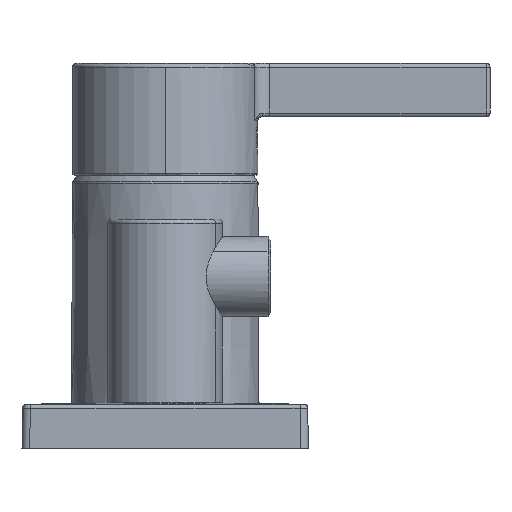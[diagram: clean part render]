
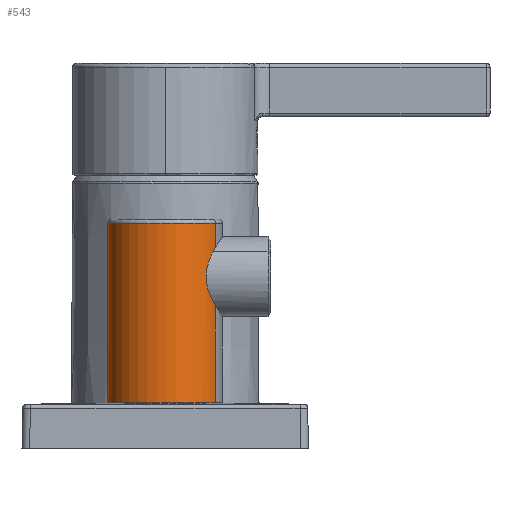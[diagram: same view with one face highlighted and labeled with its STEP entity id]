
A CAD part, left-side view. The second image highlights one B-rep face of the part: STEP entity #543.
In plain terms, the highlighted cylindrical face has radius 15 mm (diameter 30 mm), a partial arc.
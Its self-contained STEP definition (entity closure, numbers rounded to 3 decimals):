
#46 = DIRECTION ( 'NONE',  ( 0., 0., -1. ) ) ;
#54 = VECTOR ( 'NONE', #2283, 1000. ) ;
#146 = ORIENTED_EDGE ( 'NONE', *, *, #539, .T. ) ;
#159 = ORIENTED_EDGE ( 'NONE', *, *, #1037, .T. ) ;
#254 = CARTESIAN_POINT ( 'NONE',  ( -110.383, -10.826, 46.644 ) ) ;
#283 = CARTESIAN_POINT ( 'NONE',  ( -110.489, -10.723, 45.625 ) ) ;
#285 = VECTOR ( 'NONE', #409, 1000. ) ;
#409 = DIRECTION ( 'NONE',  ( 0., 0., -1. ) ) ;
#501 = CARTESIAN_POINT ( 'NONE',  ( -109.952, -11.226, 41.629 ) ) ;
#530 = VERTEX_POINT ( 'NONE', #2293 ) ;
#539 = EDGE_CURVE ( 'NONE', #2849, #2992, #717, .T. ) ;
#543 = ADVANCED_FACE ( 'NONE', ( #1262 ), #635, .T. ) ;
#635 = CYLINDRICAL_SURFACE ( 'NONE', #682, 15. ) ;
#646 = DIRECTION ( 'NONE',  ( 0., 0., -1. ) ) ;
#669 = CARTESIAN_POINT ( 'NONE',  ( -100., 0., 59.041 ) ) ;
#682 = AXIS2_PLACEMENT_3D ( 'NONE', #2262, #2233, #3011 ) ;
#717 = LINE ( 'NONE', #1520, #54 ) ;
#792 = CARTESIAN_POINT ( 'NONE',  ( -107.191, -13.164, 12.041 ) ) ;
#857 = EDGE_CURVE ( 'NONE', #1529, #2849, #1514, .T. ) ;
#920 = VECTOR ( 'NONE', #46, 1000. ) ;
#934 = DIRECTION ( 'NONE',  ( 0., 1., 0. ) ) ;
#968 = CARTESIAN_POINT ( 'NONE',  ( -108.171, -12.579, 51.636 ) ) ;
#1001 = CARTESIAN_POINT ( 'NONE',  ( -107.191, -13.164, 37.391 ) ) ;
#1012 = CARTESIAN_POINT ( 'NONE',  ( -109.142, -11.894, 39.866 ) ) ;
#1021 = CARTESIAN_POINT ( 'NONE',  ( -110.404, -10.806, 43.586 ) ) ;
#1037 = EDGE_CURVE ( 'NONE', #2590, #530, #1105, .T. ) ;
#1089 = ORIENTED_EDGE ( 'NONE', *, *, #2457, .F. ) ;
#1105 = B_SPLINE_CURVE_WITH_KNOTS ( 'NONE', 3,
 ( #2653, #2886, #2871, #1376, #1140, #2150 ),
 .UNSPECIFIED., .F., .F.,
 ( 4, 2, 4 ),
 ( 0., 0.001, 0.002 ),
 .UNSPECIFIED. ) ;
#1140 = CARTESIAN_POINT ( 'NONE',  ( -107.366, -13.068, 52.528 ) ) ;
#1158 = ORIENTED_EDGE ( 'NONE', *, *, #2726, .T. ) ;
#1216 = CARTESIAN_POINT ( 'NONE',  ( -100., 0., 12.041 ) ) ;
#1239 = LINE ( 'NONE', #1553, #920 ) ;
#1243 = CARTESIAN_POINT ( 'NONE',  ( -109.296, -11.773, 40.149 ) ) ;
#1253 = CARTESIAN_POINT ( 'NONE',  ( -109.788, -11.369, 48.898 ) ) ;
#1256 = CARTESIAN_POINT ( 'NONE',  ( -92.809, 13.164, 12.041 ) ) ;
#1262 = FACE_OUTER_BOUND ( 'NONE', #2058, .T. ) ;
#1277 = CARTESIAN_POINT ( 'NONE',  ( -110.464, -10.747, 45.97 ) ) ;
#1289 = CARTESIAN_POINT ( 'NONE',  ( -108.37, -12.45, 51.389 ) ) ;
#1373 = LINE ( 'NONE', #2202, #285 ) ;
#1376 = CARTESIAN_POINT ( 'NONE',  ( -107.535, -12.972, 52.358 ) ) ;
#1503 = CARTESIAN_POINT ( 'NONE',  ( -107.656, -12.91, 37.828 ) ) ;
#1514 = CIRCLE ( 'NONE', #1880, 15. ) ;
#1517 = CARTESIAN_POINT ( 'NONE',  ( -92.809, 13.164, 59.041 ) ) ;
#1520 = CARTESIAN_POINT ( 'NONE',  ( -92.809, 13.164, 58.773 ) ) ;
#1529 = VERTEX_POINT ( 'NONE', #2895 ) ;
#1537 = CARTESIAN_POINT ( 'NONE',  ( -108.075, -12.649, 38.301 ) ) ;
#1553 = CARTESIAN_POINT ( 'NONE',  ( -107.191, -13.164, 58.773 ) ) ;
#1571 = ORIENTED_EDGE ( 'NONE', *, *, #2921, .F. ) ;
#1756 = CARTESIAN_POINT ( 'NONE',  ( -109.722, -11.429, 41.021 ) ) ;
#1777 = CARTESIAN_POINT ( 'NONE',  ( -107.191, -13.164, 37.391 ) ) ;
#1880 = AXIS2_PLACEMENT_3D ( 'NONE', #669, #646, #2717 ) ;
#2022 = CARTESIAN_POINT ( 'NONE',  ( -110.094, -11.096, 47.951 ) ) ;
#2036 = CARTESIAN_POINT ( 'NONE',  ( -108.812, -12.14, 39.323 ) ) ;
#2057 = CARTESIAN_POINT ( 'NONE',  ( -109.533, -11.588, 49.489 ) ) ;
#2058 = EDGE_LOOP ( 'NONE', ( #2247, #146, #3006, #1089, #1158, #159, #1571 ) ) ;
#2069 = CARTESIAN_POINT ( 'NONE',  ( -108.56, -12.32, 51.131 ) ) ;
#2150 = CARTESIAN_POINT ( 'NONE',  ( -107.191, -13.164, 52.692 ) ) ;
#2202 = CARTESIAN_POINT ( 'NONE',  ( -107.191, -13.164, 58.773 ) ) ;
#2233 = DIRECTION ( 'NONE',  ( 0., 0., -1. ) ) ;
#2247 = ORIENTED_EDGE ( 'NONE', *, *, #857, .T. ) ;
#2262 = CARTESIAN_POINT ( 'NONE',  ( -100., 0., 58.773 ) ) ;
#2264 = VERTEX_POINT ( 'NONE', #792 ) ;
#2283 = DIRECTION ( 'NONE',  ( 0., 0., -1. ) ) ;
#2285 = CARTESIAN_POINT ( 'NONE',  ( -110.446, -10.765, 43.922 ) ) ;
#2293 = CARTESIAN_POINT ( 'NONE',  ( -107.191, -13.164, 52.692 ) ) ;
#2310 = CARTESIAN_POINT ( 'NONE',  ( -108.913, -12.067, 50.601 ) ) ;
#2379 = AXIS2_PLACEMENT_3D ( 'NONE', #1216, #2973, #934 ) ;
#2457 = EDGE_CURVE ( 'NONE', #2704, #2264, #1373, .T. ) ;
#2503 = CARTESIAN_POINT ( 'NONE',  ( -110.182, -11.016, 47.629 ) ) ;
#2521 = CARTESIAN_POINT ( 'NONE',  ( -110.215, -10.985, 42.588 ) ) ;
#2590 = VERTEX_POINT ( 'NONE', #968 ) ;
#2592 = EDGE_CURVE ( 'NONE', #2264, #2992, #3057, .T. ) ;
#2653 = CARTESIAN_POINT ( 'NONE',  ( -108.171, -12.579, 51.636 ) ) ;
#2704 = VERTEX_POINT ( 'NONE', #1001 ) ;
#2717 = DIRECTION ( 'NONE',  ( 0., 1., 0. ) ) ;
#2726 = EDGE_CURVE ( 'NONE', #2704, #2590, #2831, .T. ) ;
#2756 = CARTESIAN_POINT ( 'NONE',  ( -109.077, -11.943, 50.329 ) ) ;
#2763 = CARTESIAN_POINT ( 'NONE',  ( -110.505, -10.707, 44.94 ) ) ;
#2772 = CARTESIAN_POINT ( 'NONE',  ( -110.288, -10.916, 42.917 ) ) ;
#2784 = CARTESIAN_POINT ( 'NONE',  ( -110.496, -10.716, 44.599 ) ) ;
#2831 = B_SPLINE_CURVE_WITH_KNOTS ( 'NONE', 3,
 ( #1777, #1503, #1537, #3025, #2036, #1012, #1243, #1756, #501, #2521, #2772, #1021, #2285, #2784, #2763, #283, #1277, #254, #3219, #2503, #2022, #1253, #2057, #2756, #2310, #2069, #1289, #3037 ),
 .UNSPECIFIED., .F., .F.,
 ( 4, 2, 2, 2, 2, 2, 2, 2, 2, 2, 2, 2, 2, 4 ),
 ( 0.052, 0.054, 0.055, 0.056, 0.058, 0.059, 0.06, 0.061, 0.062, 0.063, 0.064, 0.066, 0.067, 0.068 ),
 .UNSPECIFIED. ) ;
#2849 = VERTEX_POINT ( 'NONE', #1517 ) ;
#2871 = CARTESIAN_POINT ( 'NONE',  ( -107.861, -12.776, 52.006 ) ) ;
#2886 = CARTESIAN_POINT ( 'NONE',  ( -108.019, -12.678, 51.824 ) ) ;
#2895 = CARTESIAN_POINT ( 'NONE',  ( -107.191, -13.164, 59.041 ) ) ;
#2921 = EDGE_CURVE ( 'NONE', #1529, #530, #1239, .T. ) ;
#2973 = DIRECTION ( 'NONE',  ( 0., 0., -1. ) ) ;
#2992 = VERTEX_POINT ( 'NONE', #1256 ) ;
#3006 = ORIENTED_EDGE ( 'NONE', *, *, #2592, .F. ) ;
#3011 = DIRECTION ( 'NONE',  ( -0.479, -0.878, 0. ) ) ;
#3025 = CARTESIAN_POINT ( 'NONE',  ( -108.636, -12.267, 39.061 ) ) ;
#3037 = CARTESIAN_POINT ( 'NONE',  ( -108.171, -12.579, 51.636 ) ) ;
#3057 = CIRCLE ( 'NONE', #2379, 15. ) ;
#3219 = CARTESIAN_POINT ( 'NONE',  ( -110.326, -10.881, 46.975 ) ) ;
